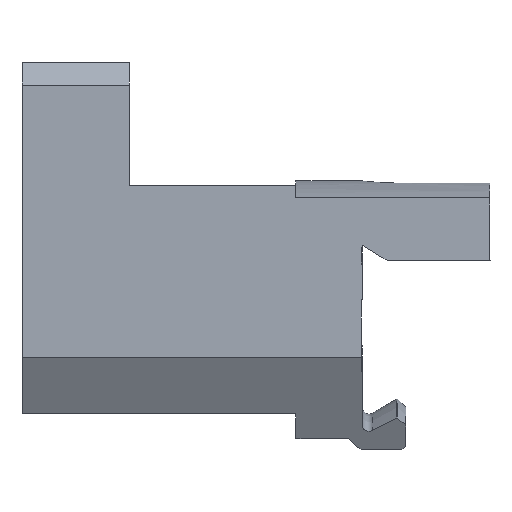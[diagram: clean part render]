
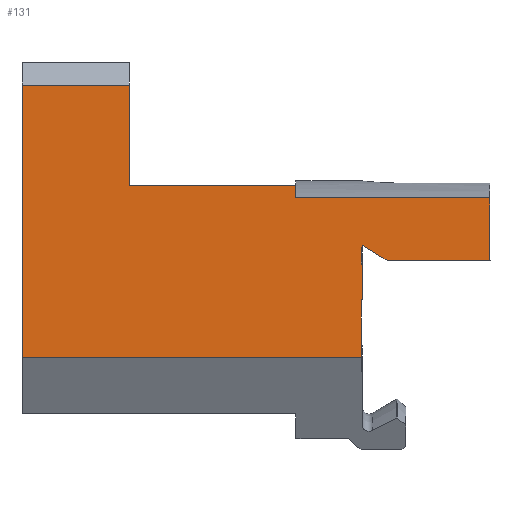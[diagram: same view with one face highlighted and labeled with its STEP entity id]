
A CAD part, front view. The second image highlights one B-rep face of the part: STEP entity #131.
In plain terms, the highlighted planar face has unit normal (0, -1, 0).
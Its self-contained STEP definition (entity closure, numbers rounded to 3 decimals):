
#65=PLANE('',#1359);
#131=ADVANCED_FACE('',(#213),#65,.T.);
#213=FACE_OUTER_BOUND('',#280,.T.);
#280=EDGE_LOOP('',(#788,#789,#790,#791,#792,#793,#794,#795,#796,#797,#798,
#799,#800,#801,#802,#803,#804));
#304=B_SPLINE_CURVE_WITH_KNOTS('',3,(#1861,#1862,#1863,#1864,#1865,#1866,
#1867,#1868,#1869,#1870),.UNSPECIFIED.,.F.,.F.,(4,2,2,2,4),(0.,0.25,
0.5,0.75,1.),.UNSPECIFIED.);
#312=B_SPLINE_CURVE_WITH_KNOTS('',3,(#2329,#2330,#2331,#2332,#2333,#2334,
#2335,#2336,#2337,#2338),.UNSPECIFIED.,.F.,.F.,(4,2,2,2,4),(0.,0.25,
0.5,0.75,1.),.UNSPECIFIED.);
#319=B_SPLINE_CURVE_WITH_KNOTS('',3,(#2636,#2637,#2638,#2639,#2640,#2641,
#2642,#2643,#2644,#2645,#2646,#2647,#2648,#2649,#2650,#2651,#2652,#2653,
#2654,#2655,#2656,#2657),.UNSPECIFIED.,.F.,.F.,(4,3,2,3,2,3,2,3,4),(0.,
0.125,0.25,0.375,0.5,
0.625,0.75,0.875,1.),.UNSPECIFIED.);
#328=LINE('',#1874,#440);
#331=LINE('',#1913,#443);
#332=LINE('',#1915,#444);
#361=LINE('',#2373,#473);
#371=LINE('',#2400,#483);
#386=LINE('',#2628,#498);
#387=LINE('',#2663,#499);
#389=LINE('',#2672,#501);
#390=LINE('',#2674,#502);
#400=LINE('',#2726,#512);
#422=LINE('',#2770,#534);
#424=LINE('',#2773,#536);
#425=LINE('',#2775,#537);
#426=LINE('',#2776,#538);
#440=VECTOR('',#1401,1.);
#443=VECTOR('',#1410,1.);
#444=VECTOR('',#1413,1.);
#473=VECTOR('',#1490,1.);
#483=VECTOR('',#1512,1.);
#498=VECTOR('',#1573,1.);
#499=VECTOR('',#1590,1.);
#501=VECTOR('',#1600,1.);
#502=VECTOR('',#1603,1.);
#512=VECTOR('',#1617,1.);
#534=VECTOR('',#1659,1.);
#536=VECTOR('',#1663,1.);
#537=VECTOR('',#1664,1.);
#538=VECTOR('',#1665,1.);
#788=ORIENTED_EDGE('',*,*,#1161,.F.);
#789=ORIENTED_EDGE('',*,*,#1200,.T.);
#790=ORIENTED_EDGE('',*,*,#1201,.T.);
#791=ORIENTED_EDGE('',*,*,#1175,.T.);
#792=ORIENTED_EDGE('',*,*,#1198,.T.);
#793=ORIENTED_EDGE('',*,*,#1162,.F.);
#794=ORIENTED_EDGE('',*,*,#1116,.T.);
#795=ORIENTED_EDGE('',*,*,#1102,.T.);
#796=ORIENTED_EDGE('',*,*,#1053,.T.);
#797=ORIENTED_EDGE('',*,*,#1090,.F.);
#798=ORIENTED_EDGE('',*,*,#1156,.F.);
#799=ORIENTED_EDGE('',*,*,#1153,.T.);
#800=ORIENTED_EDGE('',*,*,#1149,.T.);
#801=ORIENTED_EDGE('',*,*,#1044,.T.);
#802=ORIENTED_EDGE('',*,*,#1046,.T.);
#803=ORIENTED_EDGE('',*,*,#1052,.F.);
#804=ORIENTED_EDGE('',*,*,#1202,.T.);
#925=VERTEX_POINT('',#1860);
#926=VERTEX_POINT('',#1871);
#927=VERTEX_POINT('',#1875);
#931=VERTEX_POINT('',#1912);
#932=VERTEX_POINT('',#1916);
#933=VERTEX_POINT('',#1917);
#960=VERTEX_POINT('',#2339);
#969=VERTEX_POINT('',#2374);
#980=VERTEX_POINT('',#2401);
#1002=VERTEX_POINT('',#2629);
#1004=VERTEX_POINT('',#2658);
#1006=VERTEX_POINT('',#2668);
#1008=VERTEX_POINT('',#2671);
#1009=VERTEX_POINT('',#2675);
#1018=VERTEX_POINT('',#2725);
#1019=VERTEX_POINT('',#2727);
#1031=VERTEX_POINT('',#2774);
#1044=EDGE_CURVE('',#926,#925,#304,.T.);
#1046=EDGE_CURVE('',#925,#927,#328,.T.);
#1052=EDGE_CURVE('',#931,#927,#331,.T.);
#1053=EDGE_CURVE('',#932,#933,#332,.T.);
#1090=EDGE_CURVE('',#960,#933,#312,.T.);
#1102=EDGE_CURVE('',#969,#932,#361,.T.);
#1116=EDGE_CURVE('',#980,#969,#371,.T.);
#1149=EDGE_CURVE('',#1002,#926,#386,.T.);
#1153=EDGE_CURVE('',#1004,#1002,#319,.T.);
#1156=EDGE_CURVE('',#1004,#960,#387,.T.);
#1161=EDGE_CURVE('',#1008,#1006,#389,.T.);
#1162=EDGE_CURVE('',#980,#1009,#390,.T.);
#1175=EDGE_CURVE('',#1019,#1018,#400,.T.);
#1198=EDGE_CURVE('',#1018,#1009,#422,.T.);
#1200=EDGE_CURVE('',#1008,#1031,#424,.T.);
#1201=EDGE_CURVE('',#1031,#1019,#425,.T.);
#1202=EDGE_CURVE('',#931,#1006,#426,.T.);
#1359=AXIS2_PLACEMENT_3D('',#2777,#1666,#1667);
#1401=DIRECTION('',(1.,0.,0.));
#1410=DIRECTION('',(0.,0.,-1.));
#1413=DIRECTION('',(0.,0.,1.));
#1490=DIRECTION('',(1.,0.,0.));
#1512=DIRECTION('',(0.,0.,1.));
#1573=DIRECTION('',(0.,0.,1.));
#1590=DIRECTION('',(0.,0.,-1.));
#1600=DIRECTION('',(0.,0.,-1.));
#1603=DIRECTION('',(-1.,0.,0.));
#1617=DIRECTION('',(-1.,0.,0.));
#1659=DIRECTION('',(0.,0.,-1.));
#1663=DIRECTION('',(-1.,0.,0.));
#1664=DIRECTION('',(0.,0.,1.));
#1665=DIRECTION('',(-1.,0.,0.));
#1666=DIRECTION('',(0.,-1.,0.));
#1667=DIRECTION('',(0.,0.,1.));
#1860=CARTESIAN_POINT('',(5.464,-25.,-6.414));
#1861=CARTESIAN_POINT('',(0.,-25.,-3.066));
#1862=CARTESIAN_POINT('',(0.456,-25.,-3.344));
#1863=CARTESIAN_POINT('',(0.911,-25.,-3.623));
#1864=CARTESIAN_POINT('',(1.822,-25.,-4.18));
#1865=CARTESIAN_POINT('',(2.278,-25.,-4.459));
#1866=CARTESIAN_POINT('',(3.188,-25.,-5.017));
#1867=CARTESIAN_POINT('',(3.644,-25.,-5.297));
#1868=CARTESIAN_POINT('',(4.554,-25.,-5.855));
#1869=CARTESIAN_POINT('',(5.009,-25.,-6.135));
#1870=CARTESIAN_POINT('',(5.464,-25.,-6.414));
#1871=CARTESIAN_POINT('',(0.,-25.,-3.066));
#1874=CARTESIAN_POINT('',(17.558,-25.,-6.414));
#1875=CARTESIAN_POINT('',(28.,-25.,-6.414));
#1912=CARTESIAN_POINT('',(28.,-25.,7.286));
#1913=CARTESIAN_POINT('',(28.,-25.,-60.566));
#1915=CARTESIAN_POINT('',(0.,-25.,-60.566));
#1916=CARTESIAN_POINT('',(0.,-25.,-15.));
#1917=CARTESIAN_POINT('',(0.,-25.,-7.502));
#2329=CARTESIAN_POINT('',(-0.2,-25.,-6.706));
#2330=CARTESIAN_POINT('',(-0.183,-25.,-6.773));
#2331=CARTESIAN_POINT('',(-0.167,-25.,-6.839));
#2332=CARTESIAN_POINT('',(-0.133,-25.,-6.971));
#2333=CARTESIAN_POINT('',(-0.117,-25.,-7.038));
#2334=CARTESIAN_POINT('',(-0.083,-25.,-7.17));
#2335=CARTESIAN_POINT('',(-0.067,-25.,-7.237));
#2336=CARTESIAN_POINT('',(-0.033,-25.,-7.369));
#2337=CARTESIAN_POINT('',(-0.017,-25.,-7.435));
#2338=CARTESIAN_POINT('',(0.,-25.,-7.502));
#2339=CARTESIAN_POINT('',(-0.2,-25.,-6.706));
#2373=CARTESIAN_POINT('',(-0.1,-25.,-15.));
#2374=CARTESIAN_POINT('',(-0.2,-25.,-15.));
#2400=CARTESIAN_POINT('',(-0.2,-25.,-60.566));
#2401=CARTESIAN_POINT('',(-0.2,-25.,-27.699));
#2628=CARTESIAN_POINT('',(0.,-25.,-60.566));
#2629=CARTESIAN_POINT('',(0.,-25.,-3.57));
#2636=CARTESIAN_POINT('',(-0.2,-25.,-4.044));
#2637=CARTESIAN_POINT('',(-0.2,-25.,-4.023));
#2638=CARTESIAN_POINT('',(-0.199,-25.,-4.001));
#2639=CARTESIAN_POINT('',(-0.197,-25.,-3.979));
#2640=CARTESIAN_POINT('',(-0.195,-25.,-3.957));
#2641=CARTESIAN_POINT('',(-0.191,-25.,-3.935));
#2642=CARTESIAN_POINT('',(-0.183,-25.,-3.891));
#2643=CARTESIAN_POINT('',(-0.177,-25.,-3.87));
#2644=CARTESIAN_POINT('',(-0.171,-25.,-3.849));
#2645=CARTESIAN_POINT('',(-0.164,-25.,-3.828));
#2646=CARTESIAN_POINT('',(-0.157,-25.,-3.807));
#2647=CARTESIAN_POINT('',(-0.14,-25.,-3.767));
#2648=CARTESIAN_POINT('',(-0.131,-25.,-3.747));
#2649=CARTESIAN_POINT('',(-0.12,-25.,-3.727));
#2650=CARTESIAN_POINT('',(-0.11,-25.,-3.708));
#2651=CARTESIAN_POINT('',(-0.098,-25.,-3.689));
#2652=CARTESIAN_POINT('',(-0.073,-25.,-3.653));
#2653=CARTESIAN_POINT('',(-0.06,-25.,-3.635));
#2654=CARTESIAN_POINT('',(-0.045,-25.,-3.618));
#2655=CARTESIAN_POINT('',(-0.031,-25.,-3.601));
#2656=CARTESIAN_POINT('',(-0.016,-25.,-3.585));
#2657=CARTESIAN_POINT('',(0.,-25.,-3.57));
#2658=CARTESIAN_POINT('',(-0.2,-25.,-4.044));
#2663=CARTESIAN_POINT('',(-0.2,-25.,-60.566));
#2668=CARTESIAN_POINT('',(-14.5,-25.,7.286));
#2671=CARTESIAN_POINT('',(-14.5,-25.,10.));
#2672=CARTESIAN_POINT('',(-14.5,-25.,-56.566));
#2674=CARTESIAN_POINT('',(-26.,-25.,-27.699));
#2675=CARTESIAN_POINT('',(-74.5,-25.,-27.699));
#2725=CARTESIAN_POINT('',(-74.5,-25.,32.));
#2726=CARTESIAN_POINT('',(-26.,-25.,32.));
#2727=CARTESIAN_POINT('',(-51.,-25.,32.));
#2770=CARTESIAN_POINT('',(-74.5,-25.,-56.566));
#2773=CARTESIAN_POINT('',(-26.,-25.,10.));
#2774=CARTESIAN_POINT('',(-51.,-25.,10.));
#2775=CARTESIAN_POINT('',(-51.,-25.,-56.566));
#2776=CARTESIAN_POINT('',(-14.019,-25.,7.286));
#2777=CARTESIAN_POINT('',(-26.,-25.,7.286));
